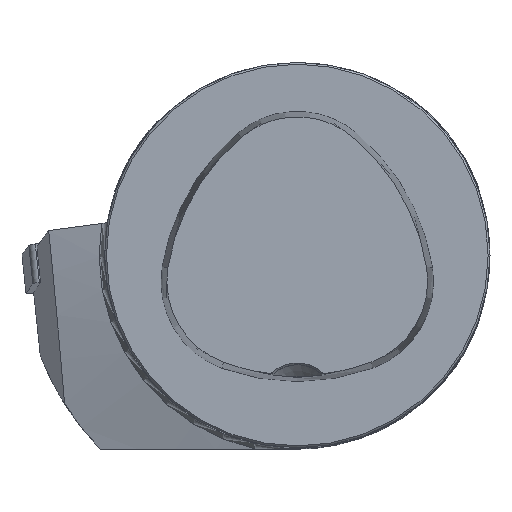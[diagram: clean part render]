
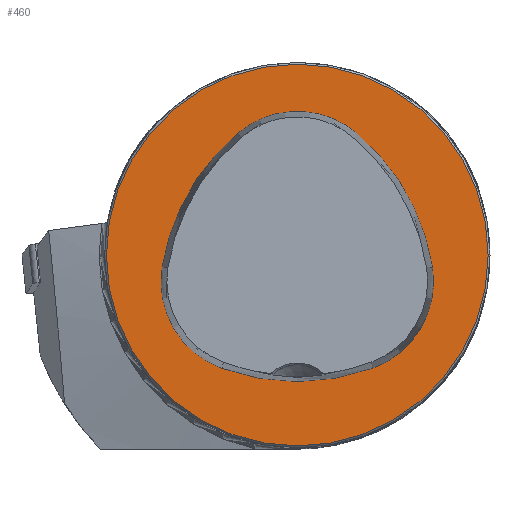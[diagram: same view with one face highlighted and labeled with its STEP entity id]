
A CAD part, top view. The second image highlights one B-rep face of the part: STEP entity #460.
In plain terms, the highlighted planar face has unit normal (0, 0, 1).
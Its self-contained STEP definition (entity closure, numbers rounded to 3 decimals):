
#102=FACE_BOUND('',#663,.T.);
#103=FACE_BOUND('',#664,.T.);
#136=PLANE('',#1926);
#460=ADVANCED_FACE('CU_FL_N1_SU_1',(#102,#103),#136,.T.);
#663=EDGE_LOOP('',(#921,#922,#923,#924,#925,#926));
#664=EDGE_LOOP('',(#927));
#921=ORIENTED_EDGE('',*,*,#1589,.F.);
#922=ORIENTED_EDGE('',*,*,#1590,.F.);
#923=ORIENTED_EDGE('',*,*,#1591,.F.);
#924=ORIENTED_EDGE('',*,*,#1592,.F.);
#925=ORIENTED_EDGE('',*,*,#1586,.F.);
#926=ORIENTED_EDGE('',*,*,#1593,.F.);
#927=ORIENTED_EDGE('',*,*,#1594,.T.);
#1404=VERTEX_POINT('',#3103);
#1405=VERTEX_POINT('',#3105);
#1407=VERTEX_POINT('',#3111);
#1408=VERTEX_POINT('',#3112);
#1409=VERTEX_POINT('',#3114);
#1410=VERTEX_POINT('',#3116);
#1411=VERTEX_POINT('',#3120);
#1586=EDGE_CURVE('',#1404,#1405,#1761,.T.);
#1589=EDGE_CURVE('',#1407,#1408,#1763,.T.);
#1590=EDGE_CURVE('',#1409,#1407,#1764,.T.);
#1591=EDGE_CURVE('',#1410,#1409,#1765,.T.);
#1592=EDGE_CURVE('',#1405,#1410,#1766,.T.);
#1593=EDGE_CURVE('',#1408,#1404,#1767,.T.);
#1594=EDGE_CURVE('',#1411,#1411,#1768,.T.);
#1761=CIRCLE('',#1917,36.075);
#1763=CIRCLE('',#1920,36.075);
#1764=CIRCLE('',#1921,15.075);
#1765=CIRCLE('',#1922,36.075);
#1766=CIRCLE('',#1923,15.075);
#1767=CIRCLE('',#1924,15.075);
#1768=CIRCLE('',#1925,31.2);
#1917=AXIS2_PLACEMENT_3D('',#3104,#2185,#2186);
#1920=AXIS2_PLACEMENT_3D('',#3110,#2192,#2193);
#1921=AXIS2_PLACEMENT_3D('',#3113,#2194,#2195);
#1922=AXIS2_PLACEMENT_3D('',#3115,#2196,#2197);
#1923=AXIS2_PLACEMENT_3D('',#3117,#2198,#2199);
#1924=AXIS2_PLACEMENT_3D('',#3118,#2200,#2201);
#1925=AXIS2_PLACEMENT_3D('',#3119,#2202,#2203);
#1926=AXIS2_PLACEMENT_3D('',#3121,#2204,#2205);
#2185=DIRECTION('',(0.,0.,1.));
#2186=DIRECTION('',(1.,0.,0.));
#2192=DIRECTION('',(0.,0.,1.));
#2193=DIRECTION('',(1.,0.,0.));
#2194=DIRECTION('',(0.,0.,1.));
#2195=DIRECTION('',(1.,0.,0.));
#2196=DIRECTION('',(0.,0.,1.));
#2197=DIRECTION('',(1.,0.,0.));
#2198=DIRECTION('',(0.,0.,1.));
#2199=DIRECTION('',(1.,0.,0.));
#2200=DIRECTION('',(0.,0.,1.));
#2201=DIRECTION('',(1.,0.,0.));
#2202=DIRECTION('',(0.,0.,1.));
#2203=DIRECTION('',(1.,0.,0.));
#2204=DIRECTION('',(0.,0.,1.));
#2205=DIRECTION('',(1.,0.,0.));
#3103=CARTESIAN_POINT('',(-12.368,-18.489,0.));
#3104=CARTESIAN_POINT('',(0.,15.4,0.));
#3105=CARTESIAN_POINT('',(12.368,-18.489,0.));
#3110=CARTESIAN_POINT('',(13.535,-7.656,0.));
#3111=CARTESIAN_POINT('',(-9.716,19.927,0.));
#3112=CARTESIAN_POINT('',(-22.084,-1.937,0.));
#3113=CARTESIAN_POINT('',(0.,8.4,0.));
#3114=CARTESIAN_POINT('',(9.716,19.927,0.));
#3115=CARTESIAN_POINT('',(-13.535,-7.656,0.));
#3116=CARTESIAN_POINT('',(22.084,-1.937,0.));
#3117=CARTESIAN_POINT('',(7.2,-4.327,0.));
#3118=CARTESIAN_POINT('',(-7.2,-4.327,0.));
#3119=CARTESIAN_POINT('',(0.,0.,0.));
#3120=CARTESIAN_POINT('',(31.2,0.,0.));
#3121=CARTESIAN_POINT('',(0.,0.,0.));
